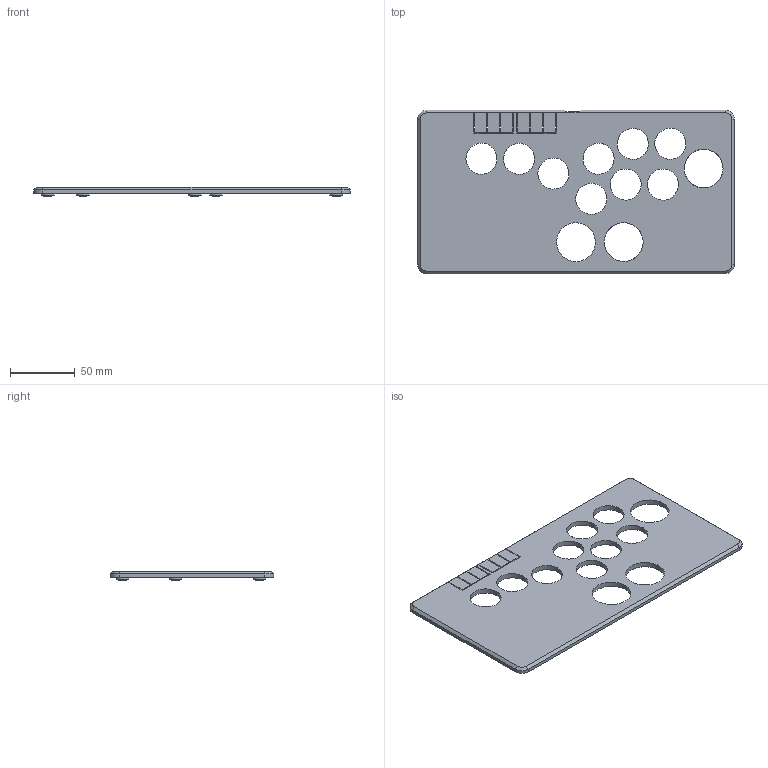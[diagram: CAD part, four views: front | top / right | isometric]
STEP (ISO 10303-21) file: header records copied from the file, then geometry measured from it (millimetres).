
FILE_DESCRIPTION(/* description */ (''),/* implementation_level */ '2;1');
FILE_NAME(/* name */ 'flatbox_sf6remix_top wide',/* time_stamp */ '2023-08-28T11:06:19-04:00',/* author */ (''),/* organization */ (''),/* preprocessor_version */ 'ST-DEVELOPER v16.5',/* originating_system */ 'Rhino 7.16',/* authorisation */ '');
FILE_SCHEMA (('CONFIG_CONTROL_DESIGN','CONFIG_CONTROL_DESIGN'));
Length unit declared in the file: millimetre
Products named in the file (1): Document
Bounding box: 245.16 x 126.4 x 7.2 mm (x, y, z)
Volume: 95946.7 mm3; surface area: 58334.9 mm2
Topology: 1 solids, 1 shells, 175 faces, 428 edges, 282 vertices
Faces by surface type: cylinder 86, plane 85, bspline 4
Entity records: 4901 total; most frequent: CARTESIAN_POINT 1847, ORIENTED_EDGE 856, EDGE_CURVE 428, VERTEX_POINT 282, B_SPLINE_CURVE_WITH_KNOTS 248, EDGE_LOOP 230, ADVANCED_FACE 175, FACE_OUTER_BOUND 175
